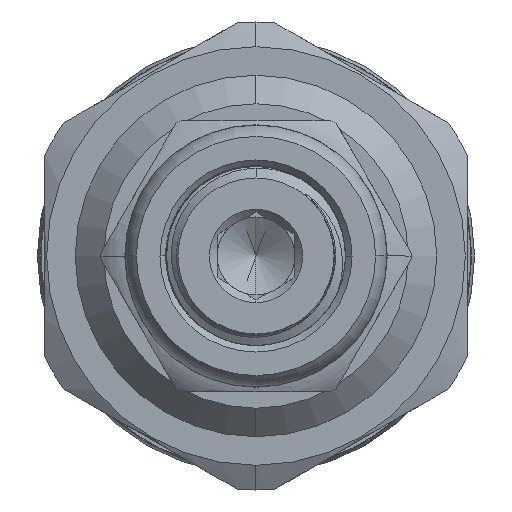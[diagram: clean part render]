
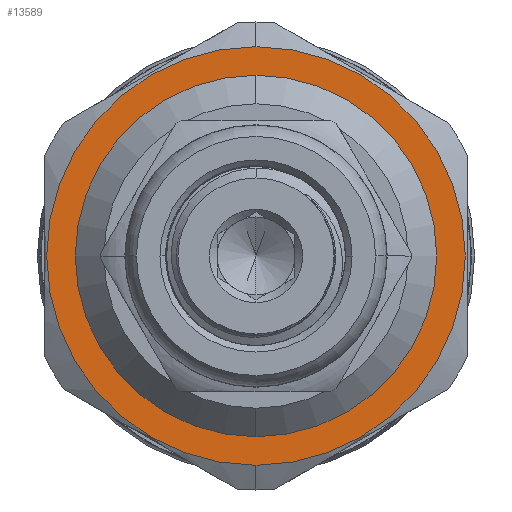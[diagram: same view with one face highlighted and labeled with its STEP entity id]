
A CAD part, left-side view. The second image highlights one B-rep face of the part: STEP entity #13589.
In plain terms, the highlighted planar face has unit normal (-1, 0, 0).
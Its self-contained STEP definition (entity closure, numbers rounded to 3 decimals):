
#518 = CARTESIAN_POINT ( 'NONE',  ( 12., 0., 0. ) ) ;
#1068 = DIRECTION ( 'NONE',  ( 0., 0., 1. ) ) ;
#1413 = CIRCLE ( 'NONE', #13209, 9.5 ) ;
#1843 = FACE_BOUND ( 'NONE', #3225, .T. ) ;
#2244 = CIRCLE ( 'NONE', #15011, 11. ) ;
#2487 = AXIS2_PLACEMENT_3D ( 'NONE', #13006, #5698, #2803 ) ;
#2803 = DIRECTION ( 'NONE',  ( 0., 0., -1. ) ) ;
#2858 = ORIENTED_EDGE ( 'NONE', *, *, #15919, .T. ) ;
#3225 = EDGE_LOOP ( 'NONE', ( #17791, #4412 ) ) ;
#3525 = AXIS2_PLACEMENT_3D ( 'NONE', #5532, #15810, #1068 ) ;
#4412 = ORIENTED_EDGE ( 'NONE', *, *, #6916, .F. ) ;
#4470 = DIRECTION ( 'NONE',  ( 0., 0., 1. ) ) ;
#5323 = CARTESIAN_POINT ( 'NONE',  ( 12., 0., -9.5 ) ) ;
#5394 = VERTEX_POINT ( 'NONE', #5323 ) ;
#5477 = VERTEX_POINT ( 'NONE', #11272 ) ;
#5532 = CARTESIAN_POINT ( 'NONE',  ( 12., 0., 0. ) ) ;
#5668 = ORIENTED_EDGE ( 'NONE', *, *, #8109, .T. ) ;
#5698 = DIRECTION ( 'NONE',  ( 1., 0., 0. ) ) ;
#5969 = VERTEX_POINT ( 'NONE', #7974 ) ;
#6254 = DIRECTION ( 'NONE',  ( -1., 0., 0. ) ) ;
#6403 = FACE_OUTER_BOUND ( 'NONE', #13201, .T. ) ;
#6756 = CARTESIAN_POINT ( 'NONE',  ( 12., 0., -11. ) ) ;
#6908 = CIRCLE ( 'NONE', #10890, 9.5 ) ;
#6916 = EDGE_CURVE ( 'NONE', #5394, #5477, #1413, .T. ) ;
#7110 = EDGE_CURVE ( 'NONE', #5477, #5394, #6908, .T. ) ;
#7974 = CARTESIAN_POINT ( 'NONE',  ( 12., 0., 11. ) ) ;
#8109 = EDGE_CURVE ( 'NONE', #5969, #16586, #18166, .T. ) ;
#8640 = PLANE ( 'NONE',  #2487 ) ;
#9722 = DIRECTION ( 'NONE',  ( -1., 0., 0. ) ) ;
#9840 = CARTESIAN_POINT ( 'NONE',  ( 12., 0., 0. ) ) ;
#10890 = AXIS2_PLACEMENT_3D ( 'NONE', #518, #6254, #15268 ) ;
#11272 = CARTESIAN_POINT ( 'NONE',  ( 12., 0., 9.5 ) ) ;
#11709 = DIRECTION ( 'NONE',  ( -1., 0., 0. ) ) ;
#13006 = CARTESIAN_POINT ( 'NONE',  ( 12., 9.5, 0. ) ) ;
#13201 = EDGE_LOOP ( 'NONE', ( #2858, #5668 ) ) ;
#13209 = AXIS2_PLACEMENT_3D ( 'NONE', #16153, #11709, #4470 ) ;
#13589 = ADVANCED_FACE ( 'NONE', ( #1843, #6403 ), #8640, .F. ) ;
#15011 = AXIS2_PLACEMENT_3D ( 'NONE', #9840, #9722, #15778 ) ;
#15268 = DIRECTION ( 'NONE',  ( 0., 0., 1. ) ) ;
#15778 = DIRECTION ( 'NONE',  ( 0., 0., 1. ) ) ;
#15810 = DIRECTION ( 'NONE',  ( -1., 0., 0. ) ) ;
#15919 = EDGE_CURVE ( 'NONE', #16586, #5969, #2244, .T. ) ;
#16153 = CARTESIAN_POINT ( 'NONE',  ( 12., 0., 0. ) ) ;
#16586 = VERTEX_POINT ( 'NONE', #6756 ) ;
#17791 = ORIENTED_EDGE ( 'NONE', *, *, #7110, .F. ) ;
#18166 = CIRCLE ( 'NONE', #3525, 11. ) ;
